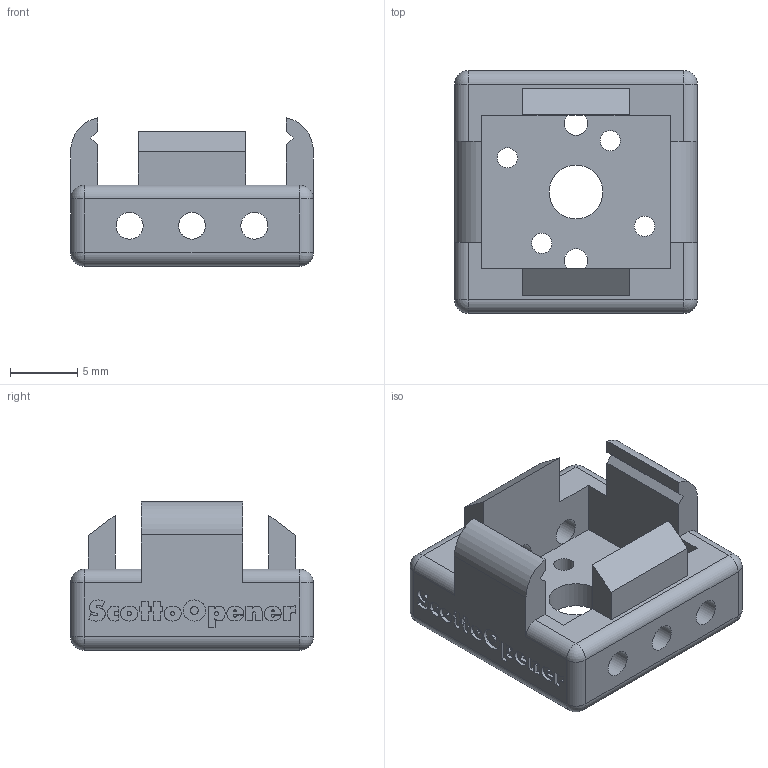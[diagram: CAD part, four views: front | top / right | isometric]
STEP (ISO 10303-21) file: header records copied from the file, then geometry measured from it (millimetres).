
FILE_DESCRIPTION(('HOOPS Exchange Step'),'2;1');
FILE_NAME('temp_export','2023-07-29T17:09:59-04:00',('jscotto'),('Shapr3D Limited'),'HOOPS Exchange 2023.1','Shapr3D','Authorized');
FILE_SCHEMA( ('AUTOMOTIVE_DESIGN { 1 0 10303 214 1 1 1 1 }') );
Length unit declared in the file: millimetre
Products named in the file (1): Kailh
Bounding box: 18 x 18 x 11 mm (x, y, z)
Volume: 1388.2 mm3; surface area: 1685.2 mm2
Topology: 1 solids, 1 shells, 396 faces, 1102 edges, 726 vertices
Faces by surface type: plane 194, bspline 165, cylinder 29, sphere 8
Full cylindrical faces by diameter (mm): 1.5 x4, 1.75 x2, 2 x6, 4 x1
Entity records: 14929 total; most frequent: CARTESIAN_POINT 5820, ORIENTED_EDGE 2188, DIRECTION 1298, EDGE_CURVE 1094, VERTEX_POINT 726, VECTOR 688, LINE 688, EDGE_LOOP 448
